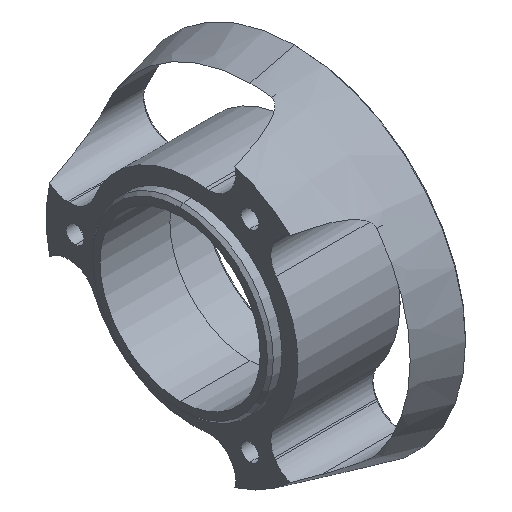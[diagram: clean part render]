
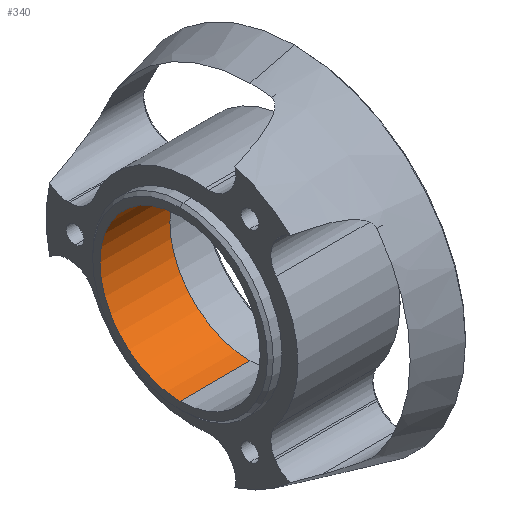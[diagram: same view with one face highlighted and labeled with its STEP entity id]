
A CAD part, isometric view. The second image highlights one B-rep face of the part: STEP entity #340.
In plain terms, the highlighted cylindrical face has radius 27.5 mm (diameter 55 mm), a partial arc.
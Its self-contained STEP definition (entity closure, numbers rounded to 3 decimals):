
#19 = CARTESIAN_POINT ( 'NONE',  ( 92., 0., 0. ) ) ;
#85 = VERTEX_POINT ( 'NONE', #2970 ) ;
#340 = ADVANCED_FACE ( 'NONE', ( #779 ), #467, .F. ) ;
#361 = VECTOR ( 'NONE', #2862, 1000. ) ;
#415 = ORIENTED_EDGE ( 'NONE', *, *, #2447, .T. ) ;
#433 = DIRECTION ( 'NONE',  ( -1., 0., 0. ) ) ;
#467 = CYLINDRICAL_SURFACE ( 'NONE', #1454, 27.5 ) ;
#578 = CARTESIAN_POINT ( 'NONE',  ( -36., 0., 27.5 ) ) ;
#632 = CARTESIAN_POINT ( 'NONE',  ( 92., 0., 27.5 ) ) ;
#668 = DIRECTION ( 'NONE',  ( 0., 0., 1. ) ) ;
#746 = VECTOR ( 'NONE', #2414, 1000. ) ;
#779 = FACE_OUTER_BOUND ( 'NONE', #2753, .T. ) ;
#798 = CARTESIAN_POINT ( 'NONE',  ( -36., 0., -27.5 ) ) ;
#857 = VERTEX_POINT ( 'NONE', #632 ) ;
#982 = ORIENTED_EDGE ( 'NONE', *, *, #2023, .F. ) ;
#1135 = LINE ( 'NONE', #798, #361 ) ;
#1192 = CARTESIAN_POINT ( 'NONE',  ( 68., 0., 27.5 ) ) ;
#1209 = EDGE_CURVE ( 'NONE', #1741, #857, #1717, .T. ) ;
#1227 = DIRECTION ( 'NONE',  ( 0., 0., -1. ) ) ;
#1450 = DIRECTION ( 'NONE',  ( -1., 0., 0. ) ) ;
#1454 = AXIS2_PLACEMENT_3D ( 'NONE', #2859, #2642, #2627 ) ;
#1523 = ORIENTED_EDGE ( 'NONE', *, *, #2179, .T. ) ;
#1563 = CARTESIAN_POINT ( 'NONE',  ( 68., 0., 0. ) ) ;
#1657 = CARTESIAN_POINT ( 'NONE',  ( 92., 0., -27.5 ) ) ;
#1717 = LINE ( 'NONE', #578, #746 ) ;
#1741 = VERTEX_POINT ( 'NONE', #1192 ) ;
#1854 = AXIS2_PLACEMENT_3D ( 'NONE', #1563, #433, #668 ) ;
#2023 = EDGE_CURVE ( 'NONE', #857, #2024, #2823, .T. ) ;
#2024 = VERTEX_POINT ( 'NONE', #1657 ) ;
#2119 = CIRCLE ( 'NONE', #1854, 27.5 ) ;
#2179 = EDGE_CURVE ( 'NONE', #85, #2024, #1135, .T. ) ;
#2414 = DIRECTION ( 'NONE',  ( 1., 0., 0. ) ) ;
#2447 = EDGE_CURVE ( 'NONE', #1741, #85, #2119, .T. ) ;
#2627 = DIRECTION ( 'NONE',  ( 0., 0., -1. ) ) ;
#2642 = DIRECTION ( 'NONE',  ( 1., 0., 0. ) ) ;
#2675 = AXIS2_PLACEMENT_3D ( 'NONE', #19, #1450, #1227 ) ;
#2753 = EDGE_LOOP ( 'NONE', ( #2867, #415, #1523, #982 ) ) ;
#2823 = CIRCLE ( 'NONE', #2675, 27.5 ) ;
#2859 = CARTESIAN_POINT ( 'NONE',  ( -36., 0., 0. ) ) ;
#2862 = DIRECTION ( 'NONE',  ( 1., 0., 0. ) ) ;
#2867 = ORIENTED_EDGE ( 'NONE', *, *, #1209, .F. ) ;
#2970 = CARTESIAN_POINT ( 'NONE',  ( 68., 0., -27.5 ) ) ;
